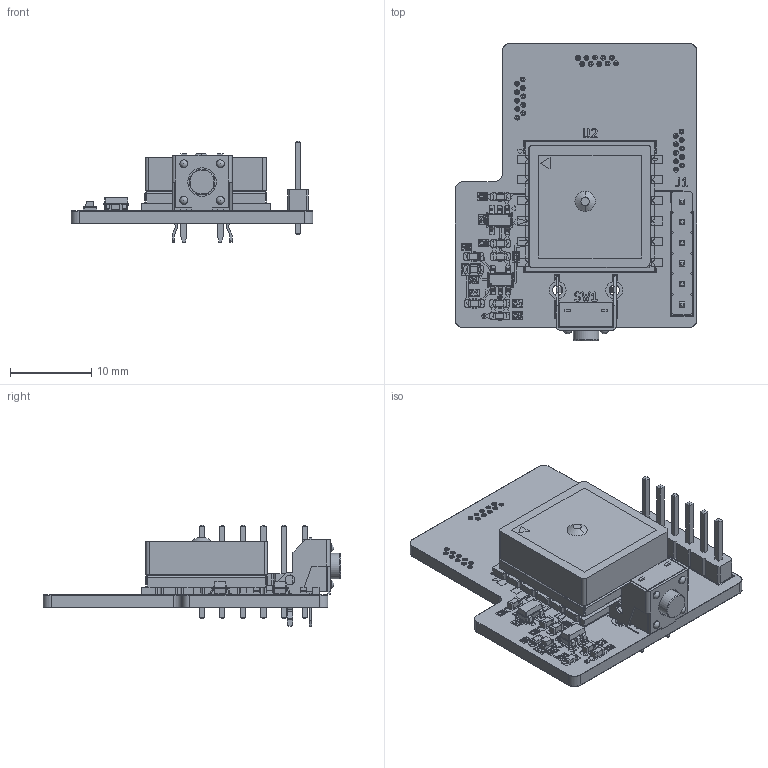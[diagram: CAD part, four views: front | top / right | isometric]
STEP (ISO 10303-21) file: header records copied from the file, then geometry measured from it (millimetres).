
FILE_DESCRIPTION(('KiCad electronic assembly'),'2;1');
FILE_NAME('L80 GPS daughter board v1.step','2026-02-11T17:20:59',( 'Pcbnew'),('Kicad'),'Open CASCADE STEP processor 7.9', 'KiCad to STEP converter','Unknown');
FILE_SCHEMA(('AUTOMOTIVE_DESIGN { 1 0 10303 214 1 1 1 1 }'));
Length unit declared in the file: millimetre
Products named in the file (15): L80 GPS daughter board v1 1; C_0603_1608Metric; R_0603_1608Metric; L80-M39--3DModel-STEP-56544; LED_0603_1608Metric; SW_Tactile_SPST_Angled_PTS645Vx39-2LFS; SOT-23-5; PinHeader_1x06_P2.54mm_Vertical; L80 GPS daughter board v1_copper; L80 GPS daughter board v1_pad; L80 GPS daughter board v1_via; L80 GPS daughter board v1_silkscreen; L80 GPS daughter board v1_soldermask; L80 GPS daughter board v1_PCB
Assembly tree (20 placements, depth 2):
  L80 GPS daughter board v1 1
    C_0603_1608Metric  x5
    R_0603_1608Metric  x2
    L80-M39--3DModel-STEP-56544
    LED_0603_1608Metric
    SW_Tactile_SPST_Angled_PTS645Vx39-2LFS
    SOT-23-5  x2
    PinHeader_1x06_P2.54mm_Vertical
    L80 GPS daughter board v1_copper
    L80 GPS daughter board v1_pad
    L80 GPS daughter board v1_via
    L80 GPS daughter board v1_silkscreen
    L80 GPS daughter board v1_soldermask
    L80 GPS daughter board v1_soldermask
    L80 GPS daughter board v1_PCB
Bounding box: 29.81 x 36.71 x 12.53 mm (x, y, z)
Volume: 2941.5 mm3; surface area: 8139 mm2
Topology: 261 solids, 318 shells, 2753 faces, 7385 edges, 5252 vertices
Faces by surface type: plane 1943, cylinder 771, bspline 32, sphere 4, cone 2, torus 1
Full cylindrical faces by diameter (mm): 0.25 x51, 0.275 x102, 0.3 x102, 0.6 x88, 0.8 x4, 0.94 x6, 0.95 x18, 0.99 x4, 1 x16, 1.2 x2, 1.25 x6, 1.3 x4, 1.7 x10, 1.75 x4, 2.1 x4, 3.14 x1, 3.5 x1
Entity records: 85805 total; most frequent: CARTESIAN_POINT 14206, DIRECTION 13549, ORIENTED_EDGE 12391, EDGE_CURVE 6755, LINE 4949, VECTOR 4949, VERTEX_POINT 4845, AXIS2_PLACEMENT_3D 4300
